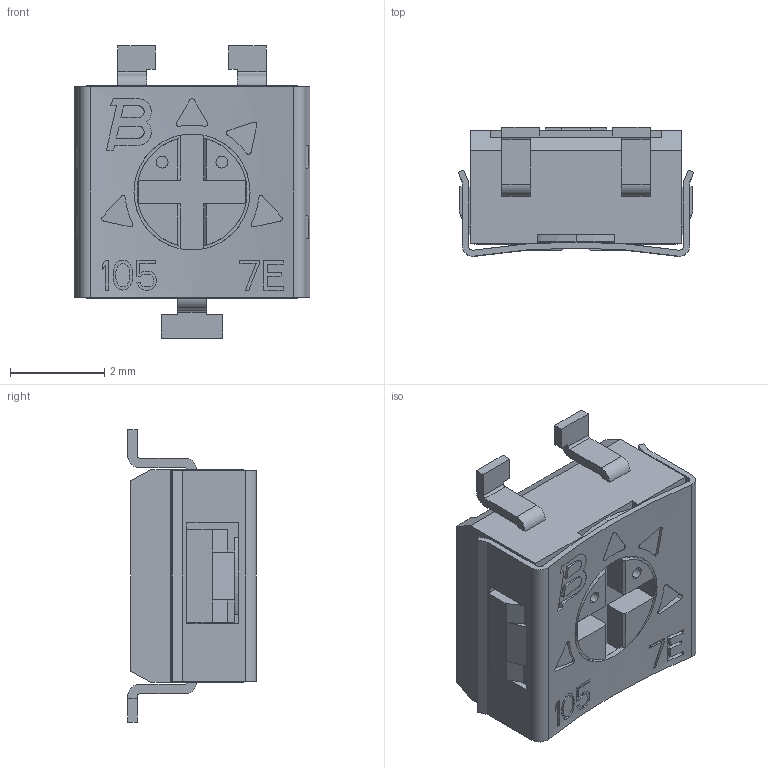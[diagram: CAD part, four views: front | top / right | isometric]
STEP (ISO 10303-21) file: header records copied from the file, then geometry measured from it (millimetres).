
FILE_DESCRIPTION((''),'2;1');
FILE_NAME('3314G004XXX','2013-08-02T',('MaxM'),('Bourns, Inc.'),'PRO/ENGINEER BY PARAMETRIC TECHNOLOGY CORPORATION, 2012230','PRO/ENGINEER BY PARAMETRIC TECHNOLOGY CORPORATION, 2012230','');
FILE_SCHEMA(('CONFIG_CONTROL_DESIGN'));
Length unit declared in the file: inch
Products named in the file (1): 3314G004XXX
Bounding box: 5 x 2.73 x 6.2 mm (x, y, z)
Volume: 50.9 mm3; surface area: 164.9 mm2
Topology: 1 solids, 2 shells, 345 faces, 977 edges, 650 vertices
Faces by surface type: plane 274, cylinder 67, cone 2, torus 2
Entity records: 11336 total; most frequent: CARTESIAN_POINT 2406, ORIENTED_EDGE 1954, DIRECTION 1688, EDGE_CURVE 977, VECTOR 708, LINE 708, VERTEX_POINT 650, AXIS2_PLACEMENT_3D 490
